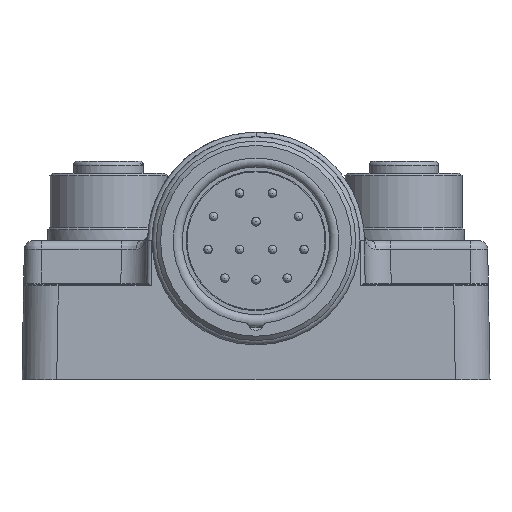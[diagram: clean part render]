
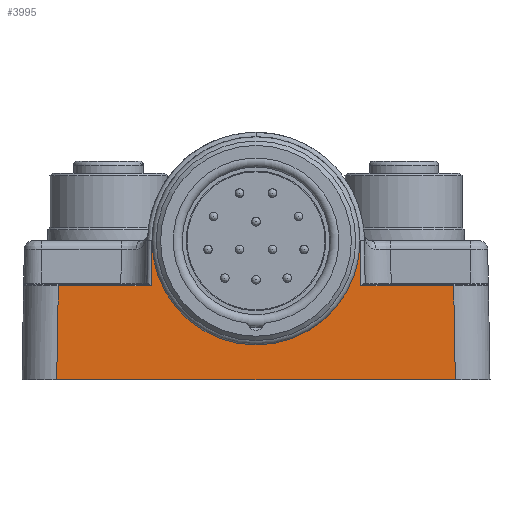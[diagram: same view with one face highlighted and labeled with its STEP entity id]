
A CAD part, left-side view. The second image highlights one B-rep face of the part: STEP entity #3995.
In plain terms, the highlighted planar face has unit normal (-1, 0, 0.018).
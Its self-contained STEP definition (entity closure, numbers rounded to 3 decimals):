
#899=LINE('',#30252,#1643);
#900=LINE('',#30254,#1644);
#901=LINE('',#30267,#1645);
#902=LINE('',#30331,#1646);
#903=LINE('',#30344,#1647);
#904=LINE('',#30346,#1648);
#905=LINE('',#30350,#1649);
#1643=VECTOR('',#18319,1.);
#1644=VECTOR('',#18322,1.);
#1645=VECTOR('',#18325,1.);
#1646=VECTOR('',#18330,1.);
#1647=VECTOR('',#18333,1.);
#1648=VECTOR('',#18336,1.);
#1649=VECTOR('',#18341,1.);
#1987=B_SPLINE_CURVE_WITH_KNOTS('',3,(#30276,#30277,#30278,#30279,#30280,
#30281),.UNSPECIFIED.,.F.,.F.,(4,2,4),(0.,0.5,1.),.UNSPECIFIED.);
#1989=B_SPLINE_CURVE_WITH_KNOTS('',3,(#30307,#30308,#30309,#30310,#30311,
#30312),.UNSPECIFIED.,.F.,.F.,(4,2,4),(0.,0.5,1.),.UNSPECIFIED.);
#2837=ELLIPSE('',#13348,11.402,11.4);
#3141=PLANE('',#14760);
#3995=ADVANCED_FACE('',(#4773,#4774),#3141,.T.);
#4773=FACE_BOUND('',#5853,.T.);
#4774=FACE_BOUND('',#5854,.T.);
#5853=EDGE_LOOP('',(#9575,#9576,#9577,#9578,#9579,#9580,#9581,#9582,#9583));
#5854=EDGE_LOOP('',(#9584));
#9575=ORIENTED_EDGE('',*,*,#12680,.T.);
#9576=ORIENTED_EDGE('',*,*,#12678,.T.);
#9577=ORIENTED_EDGE('',*,*,#12677,.T.);
#9578=ORIENTED_EDGE('',*,*,#12675,.T.);
#9579=ORIENTED_EDGE('',*,*,#12674,.T.);
#9580=ORIENTED_EDGE('',*,*,#12671,.T.);
#9581=ORIENTED_EDGE('',*,*,#12669,.T.);
#9582=ORIENTED_EDGE('',*,*,#12667,.T.);
#9583=ORIENTED_EDGE('',*,*,#12666,.T.);
#9584=ORIENTED_EDGE('',*,*,#10820,.F.);
#9590=VERTEX_POINT('',#18362);
#10752=VERTEX_POINT('',#29906);
#10778=VERTEX_POINT('',#30111);
#10808=VERTEX_POINT('',#30251);
#10809=VERTEX_POINT('',#30255);
#10810=VERTEX_POINT('',#30268);
#10811=VERTEX_POINT('',#30282);
#10812=VERTEX_POINT('',#30306);
#10813=VERTEX_POINT('',#30332);
#10814=VERTEX_POINT('',#30347);
#10820=EDGE_CURVE('',#9590,#9590,#2837,.T.);
#12666=EDGE_CURVE('',#10752,#10808,#899,.T.);
#12667=EDGE_CURVE('',#10809,#10752,#900,.T.);
#12669=EDGE_CURVE('',#10810,#10809,#901,.T.);
#12671=EDGE_CURVE('',#10811,#10810,#1987,.T.);
#12674=EDGE_CURVE('',#10812,#10811,#1989,.T.);
#12675=EDGE_CURVE('',#10813,#10812,#902,.T.);
#12677=EDGE_CURVE('',#10778,#10813,#903,.T.);
#12678=EDGE_CURVE('',#10814,#10778,#904,.T.);
#12680=EDGE_CURVE('',#10808,#10814,#905,.T.);
#13348=AXIS2_PLACEMENT_3D('',#18361,#14776,#14777);
#14760=AXIS2_PLACEMENT_3D('',#30352,#18344,#18345);
#14776=DIRECTION('',(-1.,0.,0.017));
#14777=DIRECTION('',(0.017,0.,1.));
#18319=DIRECTION('',(-0.017,0.017,-1.));
#18322=DIRECTION('',(0.,1.,0.));
#18325=DIRECTION('',(-0.017,0.017,-1.));
#18330=DIRECTION('',(0.017,0.017,1.));
#18333=DIRECTION('',(0.,1.,0.));
#18336=DIRECTION('',(0.017,0.017,1.));
#18341=DIRECTION('',(0.,-1.,0.));
#18344=DIRECTION('',(-1.,0.,0.017));
#18345=DIRECTION('',(0.,-1.,0.));
#18361=CARTESIAN_POINT('',(-39.968,43.,0.));
#18362=CARTESIAN_POINT('',(-39.769,43.,11.4));
#29906=CARTESIAN_POINT('',(-40.058,65.791,-5.197));
#30111=CARTESIAN_POINT('',(-40.058,20.209,-5.197));
#30251=CARTESIAN_POINT('',(-40.247,65.98,-16.));
#30252=CARTESIAN_POINT('',(-40.058,65.791,-5.197));
#30254=CARTESIAN_POINT('',(-40.058,55.091,-5.197));
#30255=CARTESIAN_POINT('',(-40.058,55.091,-5.197));
#30267=CARTESIAN_POINT('',(-39.723,54.756,14.006));
#30268=CARTESIAN_POINT('',(-39.968,55.,0.004));
#30276=CARTESIAN_POINT('',(-39.758,43.,12.009));
#30277=CARTESIAN_POINT('',(-39.758,46.152,12.009));
#30278=CARTESIAN_POINT('',(-39.781,49.259,10.721));
#30279=CARTESIAN_POINT('',(-39.858,53.715,6.264));
#30280=CARTESIAN_POINT('',(-39.913,55.001,3.158));
#30281=CARTESIAN_POINT('',(-39.968,55.,0.004));
#30282=CARTESIAN_POINT('',(-39.758,43.,12.009));
#30306=CARTESIAN_POINT('',(-39.968,31.,0.004));
#30307=CARTESIAN_POINT('',(-39.968,31.,0.004));
#30308=CARTESIAN_POINT('',(-39.913,30.999,3.156));
#30309=CARTESIAN_POINT('',(-39.858,32.286,6.264));
#30310=CARTESIAN_POINT('',(-39.781,36.741,10.721));
#30311=CARTESIAN_POINT('',(-39.758,39.847,12.009));
#30312=CARTESIAN_POINT('',(-39.758,43.,12.009));
#30331=CARTESIAN_POINT('',(-39.968,31.,-0.003));
#30332=CARTESIAN_POINT('',(-40.058,30.909,-5.197));
#30344=CARTESIAN_POINT('',(-40.058,15.705,-5.197));
#30346=CARTESIAN_POINT('',(-39.737,20.531,13.241));
#30347=CARTESIAN_POINT('',(-40.247,20.02,-16.));
#30350=CARTESIAN_POINT('',(-40.247,65.98,-16.));
#30352=CARTESIAN_POINT('',(-39.735,15.705,13.325));
